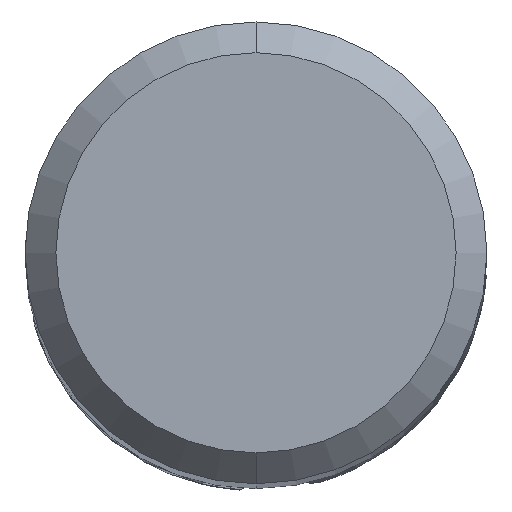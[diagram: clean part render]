
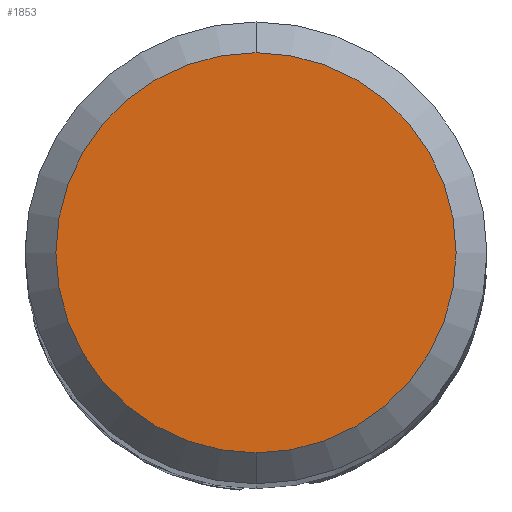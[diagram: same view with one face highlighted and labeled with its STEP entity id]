
A CAD part, top view. The second image highlights one B-rep face of the part: STEP entity #1853.
In plain terms, the highlighted planar face has unit normal (0, 0, 1).
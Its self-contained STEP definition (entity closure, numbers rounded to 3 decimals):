
#881=VERTEX_POINT('',#2311);
#1261=VERTEX_POINT('',#2717);
#1611=EDGE_CURVE('',#1261,#881,#3091,.T.);
#1853=ADVANCED_FACE('',(#3351),#3352,.T.);
#1929=EDGE_CURVE('',#881,#1261,#3439,.T.);
#2311=CARTESIAN_POINT('',(0.0,2.6,0.0));
#2717=CARTESIAN_POINT('',(0.,-2.6,0.0));
#3091=CIRCLE('',#8159,2.6);
#3351=FACE_OUTER_BOUND('',#9743,.T.);
#3352=PLANE('',#9744);
#3439=CIRCLE('',#10206,2.6);
#8159=AXIS2_PLACEMENT_3D('',#12500,#12501,#12502);
#9743=EDGE_LOOP('',(#12779,#12780));
#9744=AXIS2_PLACEMENT_3D('',#12781,#12782,#12783);
#10206=AXIS2_PLACEMENT_3D('',#12926,#12927,#12928);
#12500=CARTESIAN_POINT('',(0.0,0.0,0.0));
#12501=DIRECTION('',(0.0,0.0,-1.0));
#12502=DIRECTION('',(0.0,1.0,0.0));
#12779=ORIENTED_EDGE('',*,*,#1929,.F.);
#12780=ORIENTED_EDGE('',*,*,#1611,.F.);
#12781=CARTESIAN_POINT('',(0.0,1.3,0.0));
#12782=DIRECTION('',(-0.0,0.0,1.0));
#12783=DIRECTION('',(0.0,-1.0,0.0));
#12926=CARTESIAN_POINT('',(0.0,0.0,0.0));
#12927=DIRECTION('',(0.0,0.0,-1.0));
#12928=DIRECTION('',(0.0,1.0,0.0));
